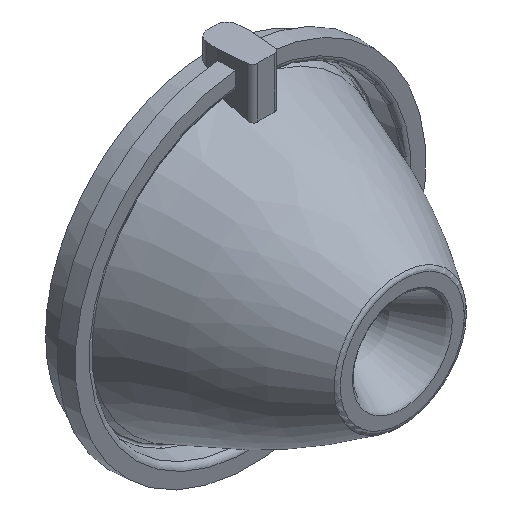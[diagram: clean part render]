
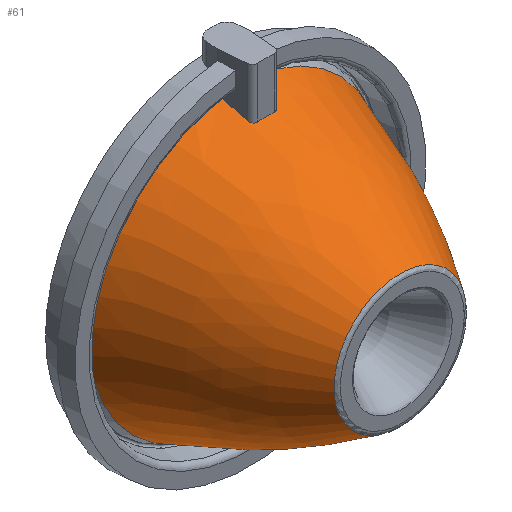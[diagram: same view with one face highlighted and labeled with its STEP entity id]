
A CAD part, isometric view. The second image highlights one B-rep face of the part: STEP entity #61.
In plain terms, the highlighted face is a revolution surface.
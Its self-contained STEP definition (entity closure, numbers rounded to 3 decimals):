
#61=ADVANCED_FACE('',(#139,#140),#141,.F.);
#139=FACE_OUTER_BOUND('',#236,.T.);
#140=FACE_OUTER_BOUND('',#237,.T.);
#141=SURFACE_OF_REVOLUTION('',#238,#239);
#236=EDGE_LOOP('',(#378));
#237=EDGE_LOOP('',(#379,#380,#381,#382,#383,#384));
#238=B_SPLINE_CURVE_WITH_KNOTS('',3,(#385,#386,#387,#388,#389,#390,#391),.UNSPECIFIED.,.F.,.F.,(4,3,4),(0.0,1.0,2.0),.UNSPECIFIED.);
#239=AXIS1_PLACEMENT('',#392,#393);
#378=ORIENTED_EDGE('',*,*,#767,.T.);
#379=ORIENTED_EDGE('',*,*,#765,.F.);
#380=ORIENTED_EDGE('',*,*,#768,.F.);
#381=ORIENTED_EDGE('',*,*,#769,.F.);
#382=ORIENTED_EDGE('',*,*,#770,.F.);
#383=ORIENTED_EDGE('',*,*,#771,.F.);
#384=ORIENTED_EDGE('',*,*,#772,.F.);
#385=CARTESIAN_POINT('',(-14.21,16.888,0.0));
#386=CARTESIAN_POINT('',(-12.979,14.143,0.0));
#387=CARTESIAN_POINT('',(-11.681,10.384,0.0));
#388=CARTESIAN_POINT('',(-10.958,8.675,0.0));
#389=CARTESIAN_POINT('',(-9.571,5.397,0.0));
#390=CARTESIAN_POINT('',(-6.3,0.2,0.0));
#391=CARTESIAN_POINT('',(-5.96,0.0,0.0));
#392=CARTESIAN_POINT('',(0.0,0.0,0.0));
#393=DIRECTION('',(-0.0,1.0,-0.0));
#765=EDGE_CURVE('',#904,#890,#906,.T.);
#767=EDGE_CURVE('',#908,#908,#909,.F.);
#768=EDGE_CURVE('',#910,#904,#911,.T.);
#769=EDGE_CURVE('',#912,#910,#913,.F.);
#770=EDGE_CURVE('',#914,#912,#915,.T.);
#771=EDGE_CURVE('',#916,#914,#917,.T.);
#772=EDGE_CURVE('',#890,#916,#918,.F.);
#890=VERTEX_POINT('',#1271);
#904=VERTEX_POINT('',#1302);
#906=B_SPLINE_CURVE_WITH_KNOTS('',3,(#1305,#1306,#1307,#1308),.UNSPECIFIED.,.F.,.F.,(4,4),(0.0,0.002),.UNSPECIFIED.);
#908=VERTEX_POINT('',#1310);
#909=CIRCLE('',#1311,6.137);
#910=VERTEX_POINT('',#1312);
#911=B_SPLINE_CURVE_WITH_KNOTS('',3,(#1313,#1314,#1315,#1316,#1317,#1318),.UNSPECIFIED.,.F.,.F.,(4,2,4),(0.,0.,0.001),.UNSPECIFIED.);
#912=VERTEX_POINT('',#1319);
#913=CIRCLE('',#1320,12.484);
#914=VERTEX_POINT('',#1321);
#915=B_SPLINE_CURVE_WITH_KNOTS('',3,(#1322,#1323,#1324,#1325,#1326,#1327),.UNSPECIFIED.,.F.,.F.,(4,2,4),(0.0,0.,0.001),.UNSPECIFIED.);
#916=VERTEX_POINT('',#1328);
#917=B_SPLINE_CURVE_WITH_KNOTS('',3,(#1329,#1330,#1331,#1332),.UNSPECIFIED.,.F.,.F.,(4,4),(0.002,0.004),.UNSPECIFIED.);
#918=CIRCLE('',#1333,13.577);
#1271=CARTESIAN_POINT('',(1.48,15.408,13.495));
#1302=CARTESIAN_POINT('',(1.277,13.086,12.594));
#1305=CARTESIAN_POINT('',(1.277,13.086,12.594));
#1306=CARTESIAN_POINT('',(1.345,13.863,12.887));
#1307=CARTESIAN_POINT('',(1.413,14.638,13.184));
#1308=CARTESIAN_POINT('',(1.481,15.408,13.496));
#1310=CARTESIAN_POINT('',(0.,0.192,-6.137));
#1311=AXIS2_PLACEMENT_3D('',#1486,#1487,#1488);
#1312=CARTESIAN_POINT('',(0.779,12.63,12.459));
#1313=CARTESIAN_POINT('',(0.779,12.63,12.459));
#1314=CARTESIAN_POINT('',(0.907,12.63,12.451));
#1315=CARTESIAN_POINT('',(1.032,12.681,12.461));
#1316=CARTESIAN_POINT('',(1.212,12.851,12.51));
#1317=CARTESIAN_POINT('',(1.267,12.967,12.549));
#1318=CARTESIAN_POINT('',(1.277,13.086,12.594));
#1319=CARTESIAN_POINT('',(-0.779,12.63,12.459));
#1320=AXIS2_PLACEMENT_3D('',#1489,#1490,#1491);
#1321=CARTESIAN_POINT('',(-1.277,13.086,12.594));
#1322=CARTESIAN_POINT('',(-1.277,13.086,12.594));
#1323=CARTESIAN_POINT('',(-1.267,12.967,12.549));
#1324=CARTESIAN_POINT('',(-1.213,12.852,12.51));
#1325=CARTESIAN_POINT('',(-1.032,12.681,12.461));
#1326=CARTESIAN_POINT('',(-0.907,12.63,12.451));
#1327=CARTESIAN_POINT('',(-0.779,12.63,12.459));
#1328=CARTESIAN_POINT('',(-1.481,15.408,13.496));
#1329=CARTESIAN_POINT('',(-1.481,15.408,13.496));
#1330=CARTESIAN_POINT('',(-1.413,14.638,13.184));
#1331=CARTESIAN_POINT('',(-1.345,13.863,12.887));
#1332=CARTESIAN_POINT('',(-1.277,13.086,12.594));
#1333=AXIS2_PLACEMENT_3D('',#1492,#1493,#1494);
#1486=CARTESIAN_POINT('',(0.0,0.192,0.0));
#1487=DIRECTION('',(0.0,-1.0,0.0));
#1488=DIRECTION('',(0.0,0.0,-1.0));
#1489=CARTESIAN_POINT('',(0.0,12.63,0.0));
#1490=DIRECTION('',(0.0,-1.0,0.0));
#1491=DIRECTION('',(0.0,0.0,-1.0));
#1492=CARTESIAN_POINT('',(0.0,15.408,0.0));
#1493=DIRECTION('',(0.0,-1.0,0.0));
#1494=DIRECTION('',(0.0,0.0,-1.0));
